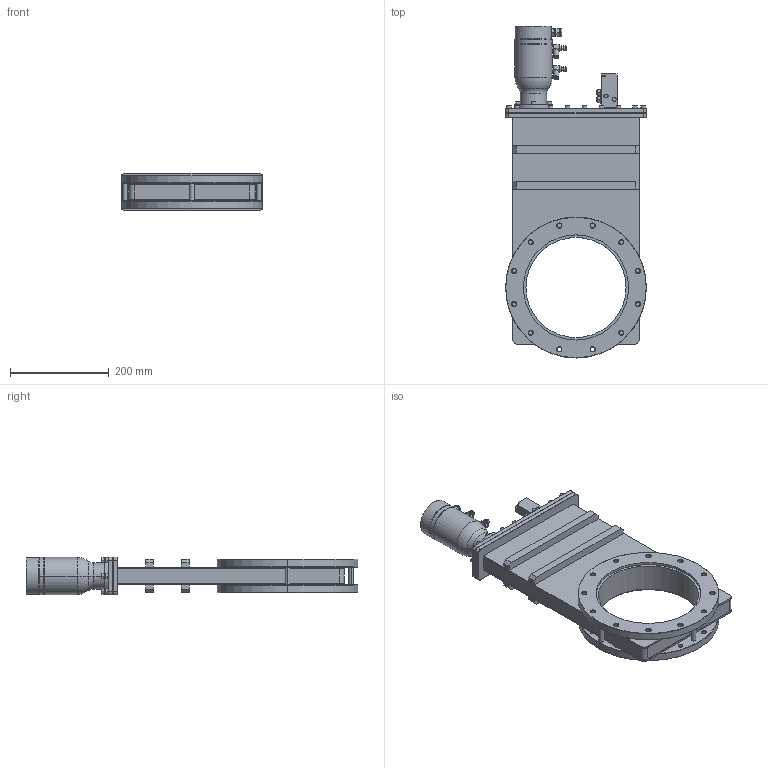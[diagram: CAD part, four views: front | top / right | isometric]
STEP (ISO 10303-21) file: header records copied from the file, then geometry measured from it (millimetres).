
FILE_DESCRIPTION((''),'2;1');
FILE_NAME('11212-0803R','2011-02-02T',('jd'),(''),'PRO/ENGINEER BY PARAMETRIC TECHNOLOGY CORPORATION, 2010280','PRO/ENGINEER BY PARAMETRIC TECHNOLOGY CORPORATION, 2010280','');
FILE_SCHEMA(('CONFIG_CONTROL_DESIGN'));
Length unit declared in the file: inch
Products named in the file (1): 11212-0803R
Bounding box: 285.75 x 673.23 x 75.95 mm (x, y, z)
Volume: 5359261 mm3; surface area: 474856.7 mm2
Topology: 1 solids, 27 shells, 915 faces, 2142 edges, 1348 vertices
Faces by surface type: plane 465, cylinder 252, cone 192, torus 4, sphere 2
Entity records: 26464 total; most frequent: CARTESIAN_POINT 5094, DIRECTION 4613, ORIENTED_EDGE 4180, EDGE_CURVE 2142, AXIS2_PLACEMENT_3D 1709, VERTEX_POINT 1348, VECTOR 1195, LINE 1195
